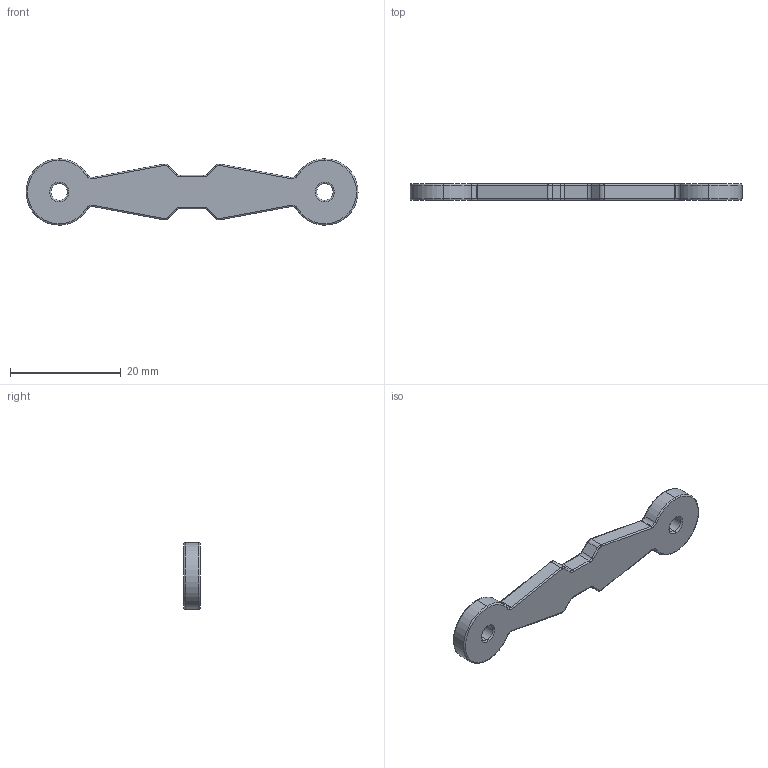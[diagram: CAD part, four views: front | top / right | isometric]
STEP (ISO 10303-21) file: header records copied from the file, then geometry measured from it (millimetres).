
FILE_DESCRIPTION (( 'STEP AP203' ), '1' );
FILE_NAME ('Center_top_Standard_sldprt.STEP', '2017-11-29T20:50:23', ( '' ), ( '' ), 'SwSTEP 2.0', 'SolidWorks 2017', '' );
FILE_SCHEMA (( 'CONFIG_CONTROL_DESIGN' ));
Length unit declared in the file: millimetre
Products named in the file (1): Center_top_Standard_sldprt
Bounding box: 60 x 3 x 12 mm (x, y, z)
Volume: 1453.5 mm3; surface area: 1421 mm2
Topology: 1 solids, 1 shells, 110 faces, 260 edges, 152 vertices
Faces by surface type: torus 52, cylinder 46, plane 12
Entity records: 3281 total; most frequent: DIRECTION 666, CARTESIAN_POINT 523, ORIENTED_EDGE 520, AXIS2_PLACEMENT_3D 295, EDGE_CURVE 260, CIRCLE 184, VERTEX_POINT 152, EDGE_LOOP 114
